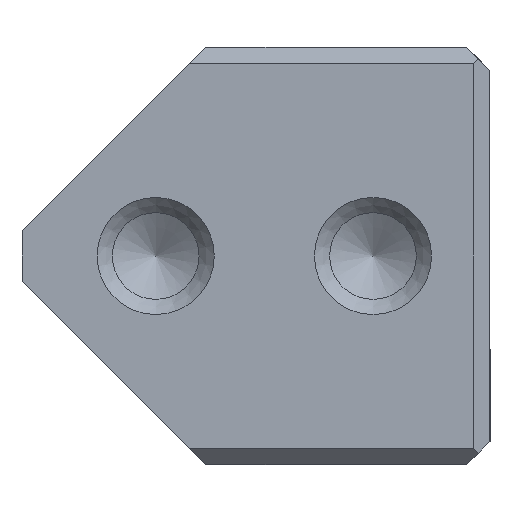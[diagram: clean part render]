
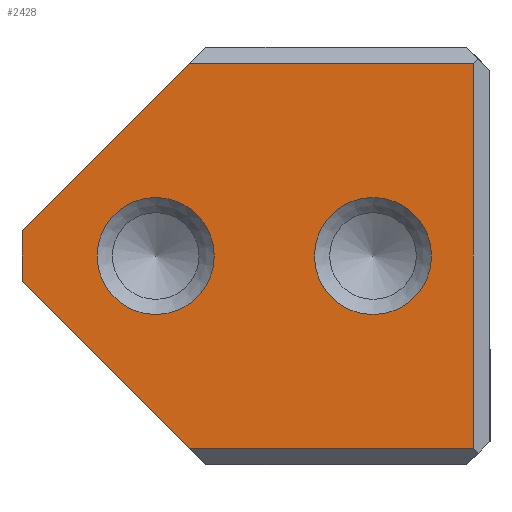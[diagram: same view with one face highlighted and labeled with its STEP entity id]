
A CAD part, left-side view. The second image highlights one B-rep face of the part: STEP entity #2428.
In plain terms, the highlighted planar face has unit normal (-1, 0, 0).
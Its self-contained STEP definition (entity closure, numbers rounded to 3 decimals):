
#2428=ADVANCED_FACE('',(#3229,#3230,#3231),#2765,.T.);
#2765=PLANE('',#8115);
#2986=CIRCLE('',#8113,3.5);
#2987=CIRCLE('',#8114,3.5);
#3229=FACE_BOUND('',#3350,.T.);
#3230=FACE_BOUND('',#3351,.T.);
#3231=FACE_BOUND('',#3352,.T.);
#3350=EDGE_LOOP('',(#3967));
#3351=EDGE_LOOP('',(#3968));
#3352=EDGE_LOOP('',(#3969,#3970,#3971,#3972,#3973,#3974));
#3967=ORIENTED_EDGE('',*,*,#6239,.T.);
#3968=ORIENTED_EDGE('',*,*,#6240,.T.);
#3969=ORIENTED_EDGE('',*,*,#6241,.T.);
#3970=ORIENTED_EDGE('',*,*,#6242,.T.);
#3971=ORIENTED_EDGE('',*,*,#6243,.T.);
#3972=ORIENTED_EDGE('',*,*,#6244,.F.);
#3973=ORIENTED_EDGE('',*,*,#6245,.T.);
#3974=ORIENTED_EDGE('',*,*,#6246,.T.);
#5659=VERTEX_POINT('',#10306);
#5660=VERTEX_POINT('',#10308);
#5661=VERTEX_POINT('',#10310);
#5662=VERTEX_POINT('',#10311);
#5663=VERTEX_POINT('',#10313);
#5664=VERTEX_POINT('',#10315);
#5665=VERTEX_POINT('',#10317);
#5666=VERTEX_POINT('',#10319);
#6239=EDGE_CURVE('',#5659,#5659,#2986,.T.);
#6240=EDGE_CURVE('',#5660,#5660,#2987,.T.);
#6241=EDGE_CURVE('',#5661,#5662,#7005,.T.);
#6242=EDGE_CURVE('',#5662,#5663,#7006,.T.);
#6243=EDGE_CURVE('',#5663,#5664,#7007,.T.);
#6244=EDGE_CURVE('',#5665,#5664,#7008,.T.);
#6245=EDGE_CURVE('',#5665,#5666,#7009,.T.);
#6246=EDGE_CURVE('',#5666,#5661,#7010,.T.);
#7005=LINE('',#10309,#7635);
#7006=LINE('',#10312,#7636);
#7007=LINE('',#10314,#7637);
#7008=LINE('',#10316,#7638);
#7009=LINE('',#10318,#7639);
#7010=LINE('',#10320,#7640);
#7635=VECTOR('',#8567,1.);
#7636=VECTOR('',#8568,1.);
#7637=VECTOR('',#8569,1.);
#7638=VECTOR('',#8570,1.);
#7639=VECTOR('',#8571,1.);
#7640=VECTOR('',#8572,1.);
#8113=AXIS2_PLACEMENT_3D('',#10305,#8563,#8564);
#8114=AXIS2_PLACEMENT_3D('',#10307,#8565,#8566);
#8115=AXIS2_PLACEMENT_3D('',#10321,#8573,#8574);
#8563=DIRECTION('',(1.,0.,0.));
#8564=DIRECTION('',(0.,0.,-1.));
#8565=DIRECTION('',(1.,0.,0.));
#8566=DIRECTION('',(0.,0.,-1.));
#8567=DIRECTION('',(0.,0.,1.));
#8568=DIRECTION('',(0.,1.,0.));
#8569=DIRECTION('',(0.,0.707,-0.707));
#8570=DIRECTION('',(0.,0.,1.));
#8571=DIRECTION('',(0.,-0.707,-0.707));
#8572=DIRECTION('',(0.,-1.,0.));
#8573=DIRECTION('',(-1.,0.,0.));
#8574=DIRECTION('',(0.,0.,-1.));
#10305=CARTESIAN_POINT('',(0.,20.,12.5));
#10306=CARTESIAN_POINT('',(0.,20.,9.));
#10307=CARTESIAN_POINT('',(0.,7.,12.5));
#10308=CARTESIAN_POINT('',(0.,7.,9.));
#10309=CARTESIAN_POINT('',(0.,1.,0.));
#10310=CARTESIAN_POINT('',(0.,1.,1.));
#10311=CARTESIAN_POINT('',(0.,1.,24.));
#10312=CARTESIAN_POINT('',(0.,14.,24.));
#10313=CARTESIAN_POINT('',(0.,18.002,24.));
#10314=CARTESIAN_POINT('',(0.,28.001,14.001));
#10315=CARTESIAN_POINT('',(0.,28.,14.002));
#10316=CARTESIAN_POINT('',(0.,28.,0.));
#10317=CARTESIAN_POINT('',(0.,28.,10.998));
#10318=CARTESIAN_POINT('',(0.,15.501,-1.501));
#10319=CARTESIAN_POINT('',(0.,18.002,1.));
#10320=CARTESIAN_POINT('',(0.,14.,1.));
#10321=CARTESIAN_POINT('',(0.,14.,0.));
